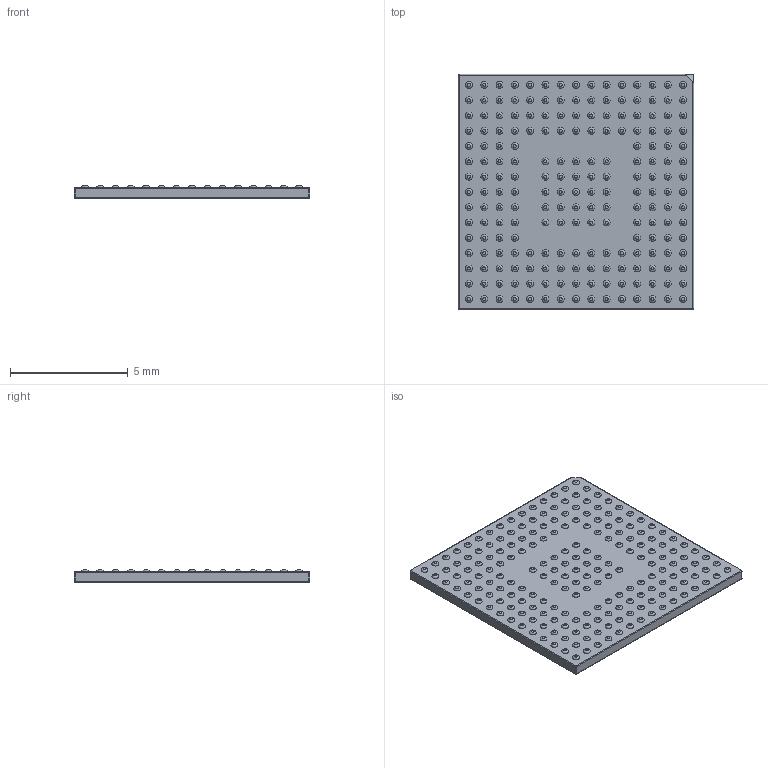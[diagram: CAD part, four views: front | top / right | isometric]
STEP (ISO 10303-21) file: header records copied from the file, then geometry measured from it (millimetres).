
FILE_DESCRIPTION(/* description */ ('Unknown'),/* implementation_level */ '2;1');
FILE_NAME(/* name */ 'STM32H573IIK3Q',/* time_stamp */ '2023-06-08T09:02:34+02:00',/* author */ ('Unknown'),/* organization */ ('Unknown'),/* preprocessor_version */ 'ST-DEVELOPER v18.102',/* originating_system */ 'Solid Edge',/* authorisation */ 'Unknown');
FILE_SCHEMA (('AUTOMOTIVE_DESIGN {1 0 10303 214 3 1 1}'));
Length unit declared in the file: millimetre
Products named in the file (1): STM32H573IIK3Q
Bounding box: 10 x 10 x 0.53 mm (x, y, z)
Volume: 45.8 mm3; surface area: 224.3 mm2
Topology: 1 solids, 1 shells, 431 faces, 869 edges, 633 vertices
Faces by surface type: plane 208, torus 201, cylinder 14, sphere 8
Entity records: 11809 total; most frequent: DIRECTION 1753, CARTESIAN_POINT 1323, ORIENTED_EDGE 918, AXIS2_PLACEMENT_3D 862, EDGE_LOOP 833, FACE_BOUND 833, EDGE_CURVE 459, VERTEX_POINT 432
